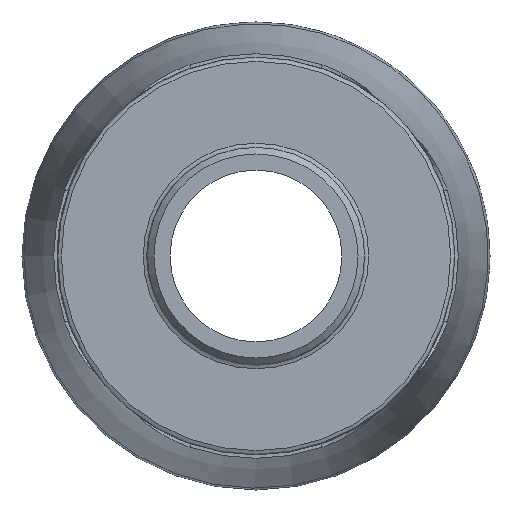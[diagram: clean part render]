
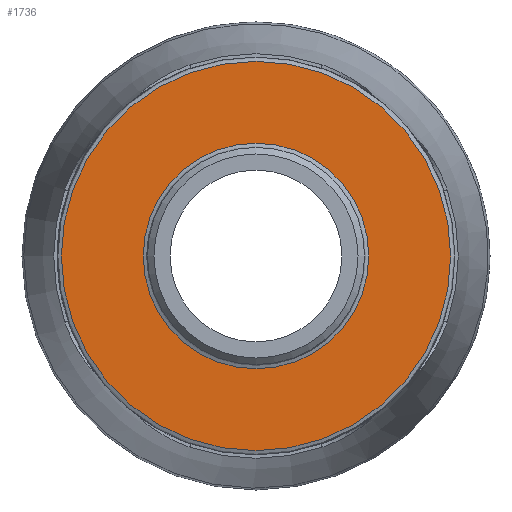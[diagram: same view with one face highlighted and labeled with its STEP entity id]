
A CAD part, left-side view. The second image highlights one B-rep face of the part: STEP entity #1736.
In plain terms, the highlighted planar face has unit normal (-1, 0, 0).
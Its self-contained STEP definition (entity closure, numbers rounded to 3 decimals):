
#294=PLANE('',#1910);
#388=FACE_BOUND('',#552,.T.);
#432=FACE_OUTER_BOUND('',#551,.T.);
#551=EDGE_LOOP('',(#1374));
#552=EDGE_LOOP('',(#1375));
#688=CIRCLE('',#1909,24.827);
#689=CIRCLE('',#1911,42.85);
#814=VERTEX_POINT('',#3085);
#815=VERTEX_POINT('',#3088);
#1016=EDGE_CURVE('',#814,#814,#688,.T.);
#1017=EDGE_CURVE('',#815,#815,#689,.T.);
#1374=ORIENTED_EDGE('',*,*,#1017,.F.);
#1375=ORIENTED_EDGE('',*,*,#1016,.F.);
#1736=ADVANCED_FACE('',(#432,#388),#294,.T.);
#1909=AXIS2_PLACEMENT_3D('',#3086,#2243,#2244);
#1910=AXIS2_PLACEMENT_3D('',#3087,#2245,#2246);
#1911=AXIS2_PLACEMENT_3D('',#3089,#2247,#2248);
#2243=DIRECTION('center_axis',(-1.,0.,0.));
#2244=DIRECTION('ref_axis',(0.,-1.,0.));
#2245=DIRECTION('center_axis',(-1.,0.,0.));
#2246=DIRECTION('ref_axis',(0.,0.,1.));
#2247=DIRECTION('center_axis',(1.,0.,0.));
#2248=DIRECTION('ref_axis',(0.,-1.,0.));
#3085=CARTESIAN_POINT('',(19.,24.827,0.));
#3086=CARTESIAN_POINT('Origin',(19.,0.,0.));
#3087=CARTESIAN_POINT('Origin',(19.,43.775,0.));
#3088=CARTESIAN_POINT('',(19.,42.85,0.));
#3089=CARTESIAN_POINT('Origin',(19.,0.,0.));
